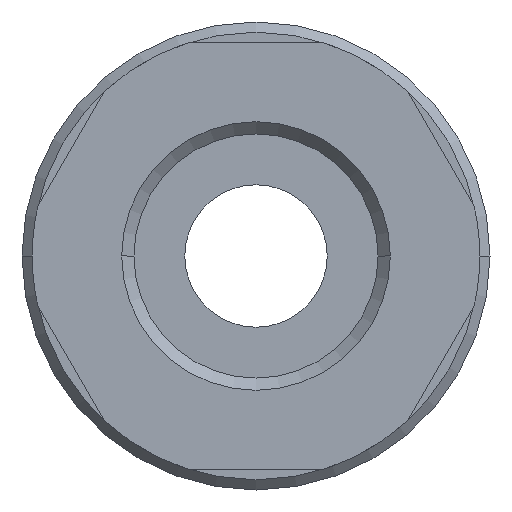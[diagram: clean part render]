
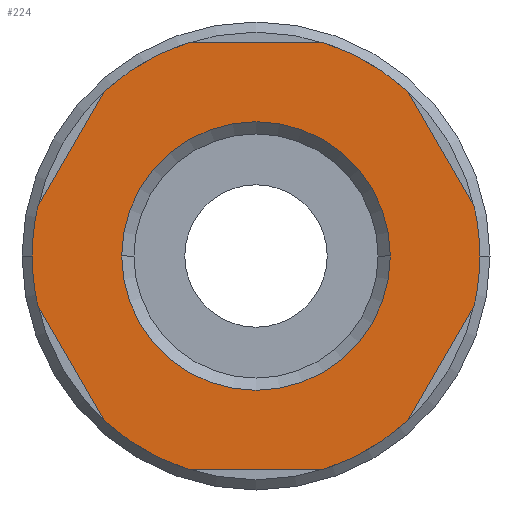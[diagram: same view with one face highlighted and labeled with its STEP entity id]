
A CAD part, front view. The second image highlights one B-rep face of the part: STEP entity #224.
In plain terms, the highlighted planar face has unit normal (0, -1, 0).
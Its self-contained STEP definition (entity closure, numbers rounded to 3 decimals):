
#224=ADVANCED_FACE('',(#495,#496),#497,.T.);
#495=FACE_BOUND('',#810,.T.);
#496=FACE_OUTER_BOUND('',#811,.T.);
#497=PLANE('',#812);
#810=EDGE_LOOP('',(#1373,#1374));
#811=EDGE_LOOP('',(#1375,#1376,#1377,#1378,#1379,#1380,#1381,#1382,#1383,#1384,#1385,#1386,#1387,#1388));
#812=AXIS2_PLACEMENT_3D('',#1389,#1390,#1391);
#1373=ORIENTED_EDGE('',*,*,#1965,.T.);
#1374=ORIENTED_EDGE('',*,*,#1819,.T.);
#1375=ORIENTED_EDGE('',*,*,#1851,.T.);
#1376=ORIENTED_EDGE('',*,*,#1984,.F.);
#1377=ORIENTED_EDGE('',*,*,#1980,.T.);
#1378=ORIENTED_EDGE('',*,*,#1985,.F.);
#1379=ORIENTED_EDGE('',*,*,#1950,.T.);
#1380=ORIENTED_EDGE('',*,*,#1789,.F.);
#1381=ORIENTED_EDGE('',*,*,#1986,.F.);
#1382=ORIENTED_EDGE('',*,*,#1856,.T.);
#1383=ORIENTED_EDGE('',*,*,#1909,.F.);
#1384=ORIENTED_EDGE('',*,*,#1987,.T.);
#1385=ORIENTED_EDGE('',*,*,#1840,.F.);
#1386=ORIENTED_EDGE('',*,*,#1900,.T.);
#1387=ORIENTED_EDGE('',*,*,#1988,.F.);
#1388=ORIENTED_EDGE('',*,*,#1989,.F.);
#1389=CARTESIAN_POINT('',(5.5,0.0,0.0));
#1390=DIRECTION('',(-0.0,-1.0,-0.0));
#1391=DIRECTION('',(-1.0,0.0,0.0));
#1789=EDGE_CURVE('',#2108,#2111,#2112,.T.);
#1819=EDGE_CURVE('',#2157,#2161,#2163,.T.);
#1840=EDGE_CURVE('',#2197,#2192,#2199,.T.);
#1851=EDGE_CURVE('',#2217,#2214,#2218,.T.);
#1856=EDGE_CURVE('',#2226,#2223,#2227,.T.);
#1900=EDGE_CURVE('',#2197,#2290,#2293,.T.);
#1909=EDGE_CURVE('',#2304,#2223,#2306,.T.);
#1950=EDGE_CURVE('',#2363,#2111,#2364,.T.);
#1965=EDGE_CURVE('',#2161,#2157,#2382,.T.);
#1980=EDGE_CURVE('',#2403,#2400,#2404,.T.);
#1984=EDGE_CURVE('',#2403,#2214,#2409,.T.);
#1985=EDGE_CURVE('',#2363,#2400,#2410,.T.);
#1986=EDGE_CURVE('',#2226,#2108,#2411,.T.);
#1987=EDGE_CURVE('',#2304,#2192,#2412,.T.);
#1988=EDGE_CURVE('',#2413,#2290,#2414,.T.);
#1989=EDGE_CURVE('',#2217,#2413,#2415,.T.);
#2108=VERTEX_POINT('',#2570);
#2111=VERTEX_POINT('',#2574);
#2112=CIRCLE('',#2575,11.0);
#2157=VERTEX_POINT('',#2629);
#2161=VERTEX_POINT('',#2634);
#2163=CIRCLE('',#2637,6.6);
#2192=VERTEX_POINT('',#2736);
#2197=VERTEX_POINT('',#2742);
#2199=CIRCLE('',#2745,11.0);
#2214=VERTEX_POINT('',#2773);
#2217=VERTEX_POINT('',#2777);
#2218=LINE('',#2778,#2779);
#2223=VERTEX_POINT('',#2786);
#2226=VERTEX_POINT('',#2790);
#2227=LINE('',#2791,#2792);
#2290=VERTEX_POINT('',#2889);
#2293=LINE('',#2893,#2894);
#2304=VERTEX_POINT('',#2906);
#2306=CIRCLE('',#2909,11.0);
#2363=VERTEX_POINT('',#3064);
#2364=LINE('',#3065,#3066);
#2382=CIRCLE('',#3100,6.6);
#2400=VERTEX_POINT('',#3122);
#2403=VERTEX_POINT('',#3126);
#2404=LINE('',#3127,#3128);
#2409=CIRCLE('',#3135,11.0);
#2410=CIRCLE('',#3136,11.0);
#2411=CIRCLE('',#3137,11.0);
#2412=LINE('',#3138,#3139);
#2413=VERTEX_POINT('',#3140);
#2414=CIRCLE('',#3141,11.0);
#2415=CIRCLE('',#3142,11.0);
#2570=CARTESIAN_POINT('',(11.0,0.0,0.));
#2574=CARTESIAN_POINT('',(10.733,0.0,-2.411));
#2575=AXIS2_PLACEMENT_3D('',#3329,#3330,#3331);
#2629=CARTESIAN_POINT('',(6.6,0.0,0.));
#2634=CARTESIAN_POINT('',(-6.6,0.0,0.));
#2637=AXIS2_PLACEMENT_3D('',#3379,#3380,#3381);
#2736=CARTESIAN_POINT('',(-3.279,0.0,10.5));
#2742=CARTESIAN_POINT('',(-7.454,0.0,8.089));
#2745=AXIS2_PLACEMENT_3D('',#3400,#3401,#3402);
#2773=CARTESIAN_POINT('',(-7.454,0.0,-8.089));
#2777=CARTESIAN_POINT('',(-10.733,0.0,-2.411));
#2778=CARTESIAN_POINT('',(-8.406,0.0,-6.441));
#2779=VECTOR('',#3415,1.0);
#2786=CARTESIAN_POINT('',(7.454,0.0,8.089));
#2790=CARTESIAN_POINT('',(10.733,0.0,2.411));
#2791=CARTESIAN_POINT('',(9.781,0.0,4.059));
#2792=VECTOR('',#3419,1.0);
#2889=CARTESIAN_POINT('',(-10.733,0.0,2.411));
#2893=CARTESIAN_POINT('',(-8.406,0.0,6.441));
#2894=VECTOR('',#3484,1.0);
#2906=CARTESIAN_POINT('',(3.279,0.0,10.5));
#2909=AXIS2_PLACEMENT_3D('',#3499,#3500,#3501);
#3064=CARTESIAN_POINT('',(7.454,0.0,-8.089));
#3065=CARTESIAN_POINT('',(9.781,0.0,-4.059));
#3066=VECTOR('',#3545,1.0);
#3100=AXIS2_PLACEMENT_3D('',#3560,#3561,#3562);
#3122=CARTESIAN_POINT('',(3.279,0.0,-10.5));
#3126=CARTESIAN_POINT('',(-3.279,0.0,-10.5));
#3127=CARTESIAN_POINT('',(2.75,0.0,-10.5));
#3128=VECTOR('',#3583,1.0);
#3135=AXIS2_PLACEMENT_3D('',#3586,#3587,#3588);
#3136=AXIS2_PLACEMENT_3D('',#3589,#3590,#3591);
#3137=AXIS2_PLACEMENT_3D('',#3592,#3593,#3594);
#3138=CARTESIAN_POINT('',(2.75,0.0,10.5));
#3139=VECTOR('',#3595,1.0);
#3140=CARTESIAN_POINT('',(-11.0,0.0,0.));
#3141=AXIS2_PLACEMENT_3D('',#3596,#3597,#3598);
#3142=AXIS2_PLACEMENT_3D('',#3599,#3600,#3601);
#3329=CARTESIAN_POINT('',(0.0,0.0,0.0));
#3330=DIRECTION('',(-0.0,1.0,0.0));
#3331=DIRECTION('',(1.0,0.0,0.0));
#3379=CARTESIAN_POINT('',(0.0,0.0,0.0));
#3380=DIRECTION('',(-0.0,1.0,0.0));
#3381=DIRECTION('',(1.0,0.0,0.0));
#3400=CARTESIAN_POINT('',(0.0,0.0,0.0));
#3401=DIRECTION('',(-0.0,1.0,0.0));
#3402=DIRECTION('',(1.0,0.0,0.0));
#3415=DIRECTION('',(0.5,0.0,-0.866));
#3419=DIRECTION('',(-0.5,0.0,0.866));
#3484=DIRECTION('',(-0.5,0.0,-0.866));
#3499=CARTESIAN_POINT('',(0.0,0.0,0.0));
#3500=DIRECTION('',(-0.0,1.0,0.0));
#3501=DIRECTION('',(1.0,0.0,0.0));
#3545=DIRECTION('',(0.5,-0.0,0.866));
#3560=CARTESIAN_POINT('',(0.0,0.0,0.0));
#3561=DIRECTION('',(-0.0,1.0,0.0));
#3562=DIRECTION('',(1.0,0.0,0.0));
#3583=DIRECTION('',(1.0,-0.0,0.0));
#3586=CARTESIAN_POINT('',(0.0,0.0,0.0));
#3587=DIRECTION('',(-0.0,1.0,0.0));
#3588=DIRECTION('',(1.0,0.0,0.0));
#3589=CARTESIAN_POINT('',(0.0,0.0,0.0));
#3590=DIRECTION('',(-0.0,1.0,0.0));
#3591=DIRECTION('',(1.0,0.0,0.0));
#3592=CARTESIAN_POINT('',(0.0,0.0,0.0));
#3593=DIRECTION('',(-0.0,1.0,0.0));
#3594=DIRECTION('',(1.0,0.0,0.0));
#3595=DIRECTION('',(-1.0,0.0,0.));
#3596=CARTESIAN_POINT('',(0.0,0.0,0.0));
#3597=DIRECTION('',(-0.0,1.0,0.0));
#3598=DIRECTION('',(1.0,0.0,0.0));
#3599=CARTESIAN_POINT('',(0.0,0.0,0.0));
#3600=DIRECTION('',(-0.0,1.0,0.0));
#3601=DIRECTION('',(1.0,0.0,0.0));
